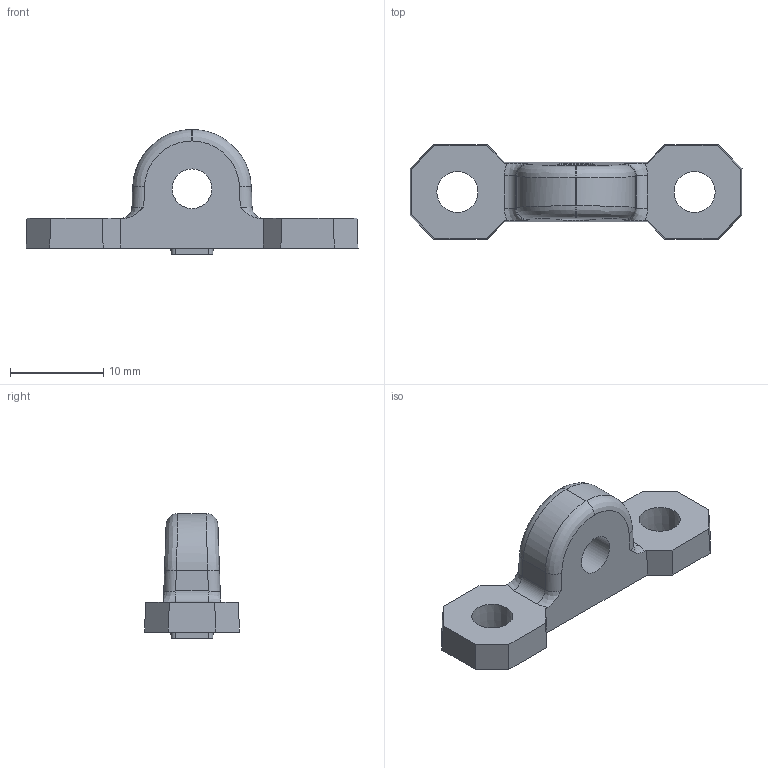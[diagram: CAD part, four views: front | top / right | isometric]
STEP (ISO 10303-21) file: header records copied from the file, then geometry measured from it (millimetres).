
FILE_DESCRIPTION(/* description */ ('STEP AP203'),/* implementation_level */ '2;1');
FILE_NAME(/* name */ 'Bearing_Blocks_276-2016-001.ipt.step',/* time_stamp */ '2020-04-16T23:10:57-04:00',/* author */ ('Innovation First, Inc.'),/* organization */ ('Innovation First, Inc.'),/* preprocessor_version */ 'ST-DEVELOPER v17',/* originating_system */ 'Autodesk Inventor 2019',/* authorisation */ '');
FILE_SCHEMA (('AUTOMOTIVE_DESIGN { 1 0 10303 214 3 1 1 }'));
Length unit declared in the file: inch
Products named in the file (1): Bearing_Blocks_276-2016-001
Bounding box: 35.56 x 10.16 x 13.39 mm (x, y, z)
Volume: 1306.2 mm3; surface area: 1171.8 mm2
Topology: 1 solids, 1 shells, 52 faces, 141 edges, 92 vertices
Faces by surface type: plane 27, cylinder 15, bspline 8, cone 2
Full cylindrical faces by diameter (mm): 4.242 x1
Entity records: 3002 total; most frequent: CARTESIAN_POINT 1706, ORIENTED_EDGE 282, DIRECTION 219, EDGE_CURVE 141, VERTEX_POINT 92, LINE 89, VECTOR 89, AXIS2_PLACEMENT_3D 65
